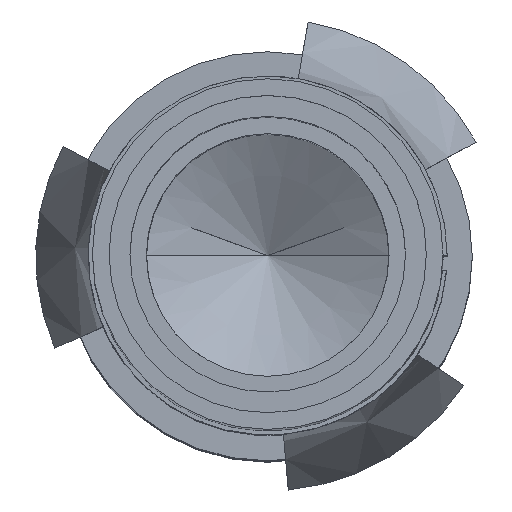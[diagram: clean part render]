
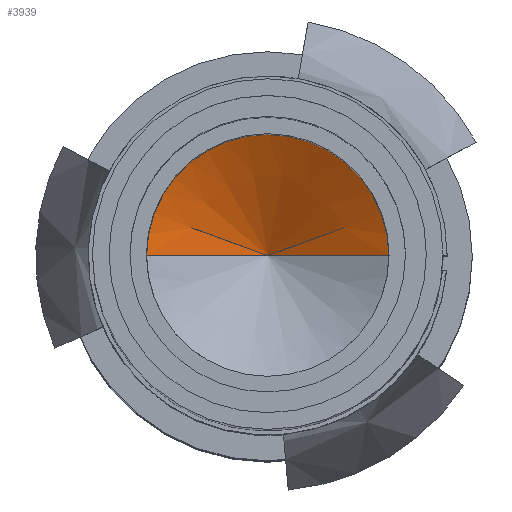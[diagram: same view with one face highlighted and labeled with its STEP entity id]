
A CAD part, top view. The second image highlights one B-rep face of the part: STEP entity #3939.
In plain terms, the highlighted conical face has half-angle 61.115 degrees and reference radius 0.741 mm.
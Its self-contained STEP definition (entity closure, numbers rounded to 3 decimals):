
#1370=CARTESIAN_POINT('',(0.,0.,2.709));
#1371=DIRECTION('',(0.,0.,-1.));
#1372=DIRECTION('',(-1.,0.,0.));
#1373=AXIS2_PLACEMENT_3D('',#1370,#1371,#1372);
#1375=DIRECTION('',(0.876,0.,-0.483));
#1376=VECTOR('',#1375,1.657);
#1377=CARTESIAN_POINT('',(-1.451,0.,2.709));
#1378=LINE('',#1377,#1376);
#1379=DIRECTION('',(-0.876,0.,-0.483));
#1380=VECTOR('',#1379,1.657);
#1381=CARTESIAN_POINT('',(1.451,0.,2.709));
#1382=LINE('',#1381,#1380);
#1549=CARTESIAN_POINT('',(-1.451,0.,2.709));
#1551=VERTEX_POINT('',#1549);
#1552=CARTESIAN_POINT('',(0.,0.,1.909));
#1553=VERTEX_POINT('',#1552);
#1575=CARTESIAN_POINT('',(1.451,0.,2.709));
#1577=VERTEX_POINT('',#1575);
#3927=CARTESIAN_POINT('',(0.,0.,2.318));
#3928=DIRECTION('',(0.,0.,1.));
#3929=DIRECTION('',(-1.,0.,0.));
#3930=AXIS2_PLACEMENT_3D('',#3927,#3928,#3929);
#3931=CONICAL_SURFACE('',#3930,0.741,61.115);
#3933=ORIENTED_EDGE('',*,*,#3932,.F.);
#3934=ORIENTED_EDGE('',*,*,#3820,.T.);
#3936=ORIENTED_EDGE('',*,*,#3935,.T.);
#3937=EDGE_LOOP('',(#3933,#3934,#3936));
#3938=FACE_OUTER_BOUND('',#3937,.F.);
#3939=ADVANCED_FACE('',(#3938),#3931,.F.);
#1374=CIRCLE('',#1373,1.45);
#3820=EDGE_CURVE('',#1551,#1577,#1374,.T.);
#3932=EDGE_CURVE('',#1551,#1553,#1378,.T.);
#3935=EDGE_CURVE('',#1577,#1553,#1382,.T.);
